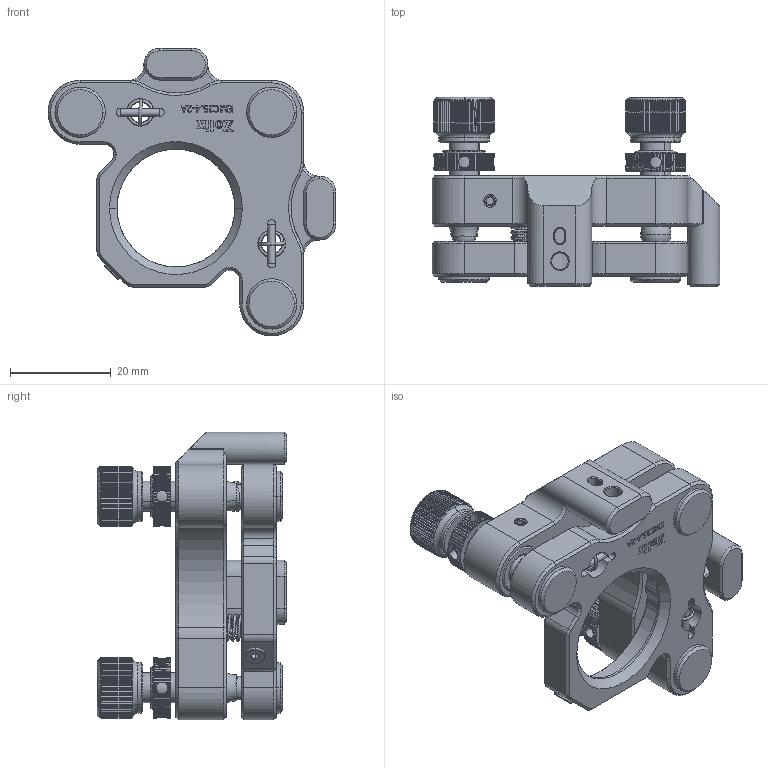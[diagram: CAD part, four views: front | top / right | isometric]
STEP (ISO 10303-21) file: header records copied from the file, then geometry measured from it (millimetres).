
FILE_DESCRIPTION (( 'STEP AP203' ), '1' );
FILE_NAME ('EMC25.4-2A.STEP', '2025-06-17T05:10:23', ( '' ), ( '' ), 'SwSTEP 2.0', 'SolidWorks 2020', '' );
FILE_SCHEMA (( 'CONFIG_CONTROL_DESIGN' ));
Length unit declared in the file: millimetre
Products named in the file (1): EMC25.4-2A
Bounding box: 57.2 x 37.6 x 57.2 mm (x, y, z)
Surface area: 14047.8 mm2 (no closed solid volume)
Topology: 0 solids, 25 shells, 1422 faces, 4226 edges, 2821 vertices
Faces by surface type: plane 786, cylinder 422, cone 168, torus 20, bspline 14, sphere 12
Entity records: 64287 total; most frequent: CARTESIAN_POINT 34253, ORIENTED_EDGE 8205, EDGE_CURVE 4194, B_SPLINE_CURVE_WITH_KNOTS 3959, DIRECTION 3061, VERTEX_POINT 2821, EDGE_LOOP 1494, ADVANCED_FACE 1422
